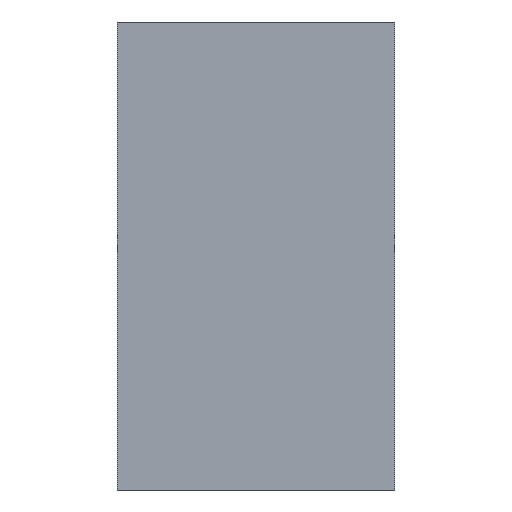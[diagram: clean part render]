
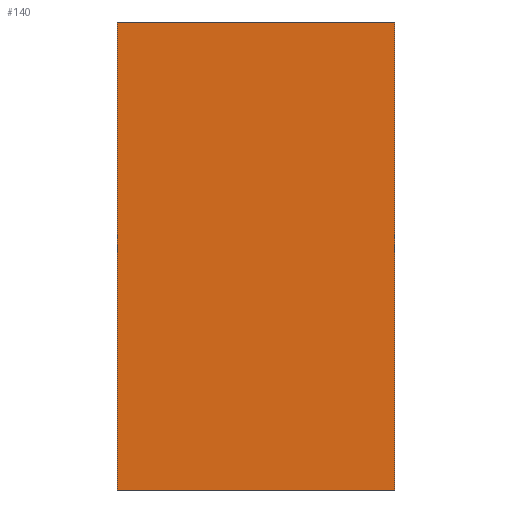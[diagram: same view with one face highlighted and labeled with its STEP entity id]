
A CAD part, front view. The second image highlights one B-rep face of the part: STEP entity #140.
In plain terms, the highlighted planar face has unit normal (0, -1, 0).
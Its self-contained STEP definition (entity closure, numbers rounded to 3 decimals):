
#5 = ORIENTED_EDGE ( 'NONE', *, *, #174, .F. ) ;
#7 = PLANE ( 'NONE',  #154 ) ;
#19 = DIRECTION ( 'NONE',  ( -1., 0., 0. ) ) ;
#20 = CARTESIAN_POINT ( 'NONE',  ( -80., -4.5, -135. ) ) ;
#27 = VERTEX_POINT ( 'NONE', #20 ) ;
#39 = LINE ( 'NONE', #80, #108 ) ;
#41 = EDGE_CURVE ( 'NONE', #67, #27, #54, .T. ) ;
#53 = EDGE_CURVE ( 'NONE', #159, #103, #64, .T. ) ;
#54 = LINE ( 'NONE', #78, #106 ) ;
#57 = VECTOR ( 'NONE', #62, 1000. ) ;
#62 = DIRECTION ( 'NONE',  ( 1., 0., 0. ) ) ;
#64 = LINE ( 'NONE', #157, #57 ) ;
#67 = VERTEX_POINT ( 'NONE', #190 ) ;
#68 = CARTESIAN_POINT ( 'NONE',  ( 80., -4.5, 135. ) ) ;
#69 = DIRECTION ( 'NONE',  ( 0., 0., 1. ) ) ;
#78 = CARTESIAN_POINT ( 'NONE',  ( -80., -4.5, -135. ) ) ;
#80 = CARTESIAN_POINT ( 'NONE',  ( 80., -4.5, -135. ) ) ;
#85 = CARTESIAN_POINT ( 'NONE',  ( -80., -4.5, -135. ) ) ;
#98 = CARTESIAN_POINT ( 'NONE',  ( -80., -4.5, 135. ) ) ;
#103 = VERTEX_POINT ( 'NONE', #68 ) ;
#106 = VECTOR ( 'NONE', #19, 1000. ) ;
#107 = EDGE_CURVE ( 'NONE', #103, #67, #39, .T. ) ;
#108 = VECTOR ( 'NONE', #129, 1000. ) ;
#117 = ORIENTED_EDGE ( 'NONE', *, *, #53, .F. ) ;
#121 = VECTOR ( 'NONE', #69, 1000. ) ;
#129 = DIRECTION ( 'NONE',  ( 0., 0., -1. ) ) ;
#133 = EDGE_LOOP ( 'NONE', ( #5, #167, #186, #117 ) ) ;
#140 = ADVANCED_FACE ( 'NONE', ( #150 ), #7, .F. ) ;
#150 = FACE_OUTER_BOUND ( 'NONE', #133, .T. ) ;
#154 = AXIS2_PLACEMENT_3D ( 'NONE', #164, #196, #178 ) ;
#157 = CARTESIAN_POINT ( 'NONE',  ( -80., -4.5, 135. ) ) ;
#159 = VERTEX_POINT ( 'NONE', #98 ) ;
#164 = CARTESIAN_POINT ( 'NONE',  ( 0., -4.5, 0. ) ) ;
#166 = LINE ( 'NONE', #85, #121 ) ;
#167 = ORIENTED_EDGE ( 'NONE', *, *, #41, .F. ) ;
#174 = EDGE_CURVE ( 'NONE', #27, #159, #166, .T. ) ;
#178 = DIRECTION ( 'NONE',  ( 0., 0., 1. ) ) ;
#186 = ORIENTED_EDGE ( 'NONE', *, *, #107, .F. ) ;
#190 = CARTESIAN_POINT ( 'NONE',  ( 80., -4.5, -135. ) ) ;
#196 = DIRECTION ( 'NONE',  ( 0., 1., 0. ) ) ;
